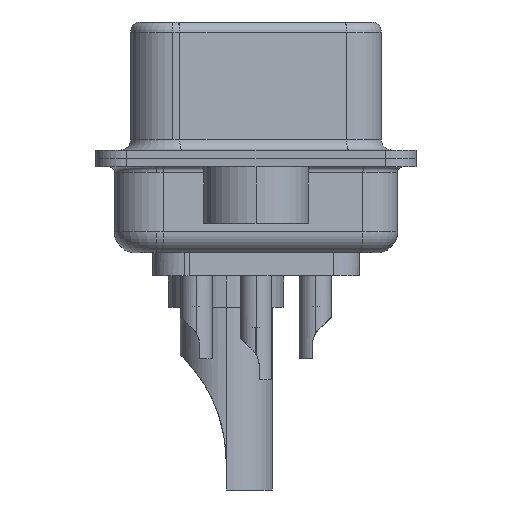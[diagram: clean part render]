
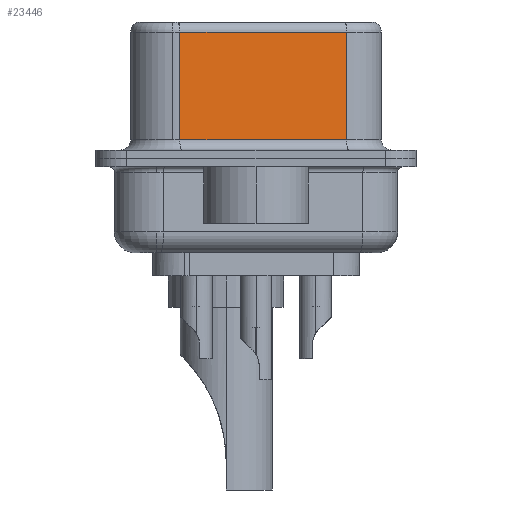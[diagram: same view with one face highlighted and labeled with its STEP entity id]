
A CAD part, left-side view. The second image highlights one B-rep face of the part: STEP entity #23446.
In plain terms, the highlighted planar face has unit normal (-0.985, -0.174, 0).
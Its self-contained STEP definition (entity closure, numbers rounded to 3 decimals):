
#32 = CARTESIAN_POINT ( 'NONE',  ( 5.132, -4.322, 6.02 ) ) ;
#302 = CARTESIAN_POINT ( 'NONE',  ( 5.132, -4.322, 0.9 ) ) ;
#349 = VECTOR ( 'NONE', #17914, 1000. ) ;
#383 = DIRECTION ( 'NONE',  ( 0., 0., -1. ) ) ;
#1166 = EDGE_CURVE ( 'NONE', #11996, #10927, #9655, .T. ) ;
#1506 = LINE ( 'NONE', #14352, #11301 ) ;
#3339 = VERTEX_POINT ( 'NONE', #13461 ) ;
#6126 = EDGE_CURVE ( 'NONE', #3339, #6876, #10484, .T. ) ;
#6169 = CARTESIAN_POINT ( 'NONE',  ( 5.132, -4.322, 0.9 ) ) ;
#6518 = DIRECTION ( 'NONE',  ( -0.174, 0.985, 0. ) ) ;
#6714 = CARTESIAN_POINT ( 'NONE',  ( 5.132, -4.322, 6.52 ) ) ;
#6815 = VECTOR ( 'NONE', #7008, 1000. ) ;
#6876 = VERTEX_POINT ( 'NONE', #6169 ) ;
#7008 = DIRECTION ( 'NONE',  ( 0.174, -0.985, 0. ) ) ;
#7922 = ORIENTED_EDGE ( 'NONE', *, *, #18460, .F. ) ;
#8650 = PLANE ( 'NONE',  #29449 ) ;
#9655 = LINE ( 'NONE', #32, #19846 ) ;
#10484 = LINE ( 'NONE', #302, #6815 ) ;
#10927 = VERTEX_POINT ( 'NONE', #12795 ) ;
#11130 = ORIENTED_EDGE ( 'NONE', *, *, #6126, .T. ) ;
#11301 = VECTOR ( 'NONE', #383, 1000. ) ;
#11996 = VERTEX_POINT ( 'NONE', #21483 ) ;
#12748 = LINE ( 'NONE', #15894, #349 ) ;
#12795 = CARTESIAN_POINT ( 'NONE',  ( 3.73, 3.628, 6.02 ) ) ;
#13461 = CARTESIAN_POINT ( 'NONE',  ( 3.73, 3.628, 0.9 ) ) ;
#14352 = CARTESIAN_POINT ( 'NONE',  ( 3.73, 3.628, 6.52 ) ) ;
#15894 = CARTESIAN_POINT ( 'NONE',  ( 5.132, -4.322, 6.52 ) ) ;
#16327 = DIRECTION ( 'NONE',  ( -0.174, 0.985, 0. ) ) ;
#17914 = DIRECTION ( 'NONE',  ( 0., 0., -1. ) ) ;
#18460 = EDGE_CURVE ( 'NONE', #11996, #6876, #12748, .T. ) ;
#19824 = EDGE_LOOP ( 'NONE', ( #7922, #25369, #27551, #11130 ) ) ;
#19846 = VECTOR ( 'NONE', #16327, 1000. ) ;
#21483 = CARTESIAN_POINT ( 'NONE',  ( 5.132, -4.322, 6.02 ) ) ;
#22356 = FACE_OUTER_BOUND ( 'NONE', #19824, .T. ) ;
#23446 = ADVANCED_FACE ( 'NONE', ( #22356 ), #8650, .F. ) ;
#24975 = DIRECTION ( 'NONE',  ( 0.985, 0.174, 0. ) ) ;
#25369 = ORIENTED_EDGE ( 'NONE', *, *, #1166, .T. ) ;
#25414 = EDGE_CURVE ( 'NONE', #10927, #3339, #1506, .T. ) ;
#27551 = ORIENTED_EDGE ( 'NONE', *, *, #25414, .T. ) ;
#29449 = AXIS2_PLACEMENT_3D ( 'NONE', #6714, #24975, #6518 ) ;
